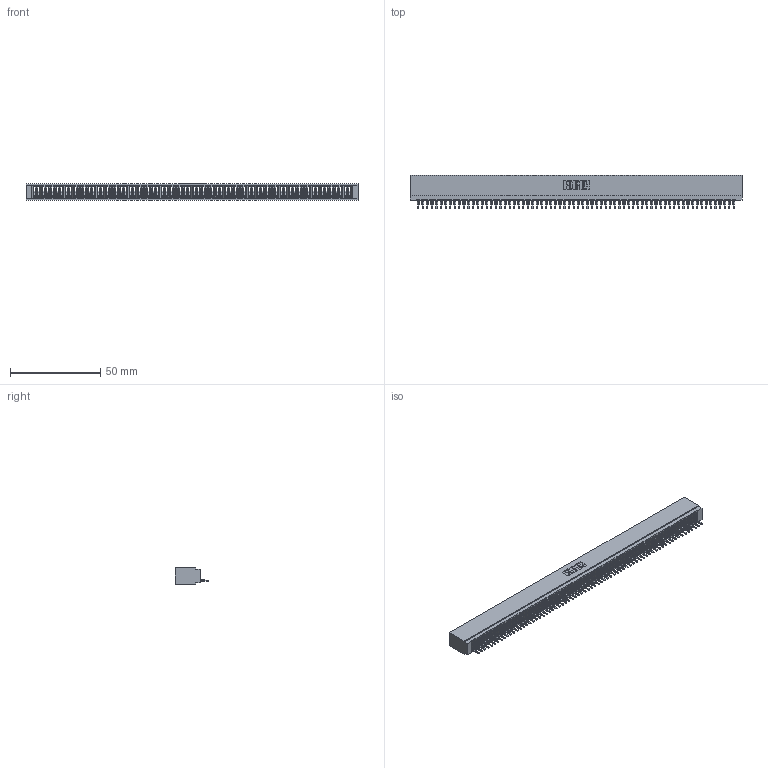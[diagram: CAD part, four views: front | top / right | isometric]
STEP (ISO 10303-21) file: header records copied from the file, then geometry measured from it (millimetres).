
FILE_DESCRIPTION (( 'STEP AP203' ), '1' );
FILE_NAME ('725-070-520-101.STEP', '2026-03-06T01:14:22', ( '' ), ( '' ), 'SwSTEP 2.0', 'SolidWorks 2023', '' );
FILE_SCHEMA (( 'CONFIG_CONTROL_DESIGN' ));
Length unit declared in the file: millimetre
Products named in the file (3): 725 Part_Insulator Option - 01; 745-292-001_520; 725-070-520-101
Assembly tree (71 placements, depth 2):
  725-070-520-101
    725 Part_Insulator Option - 01
    745-292-001_520  x70
Bounding box: 184.4 x 18.8 x 8.89 mm (x, y, z)
Volume: 13722.1 mm3; surface area: 26413.9 mm2
Topology: 71 solids, 71 shells, 7935 faces, 21814 edges, 13748 vertices
Faces by surface type: plane 4745, bspline 1400, cylinder 1370, torus 420
Entity records: 111748 total; most frequent: CARTESIAN_POINT 20193, ORIENTED_EDGE 19754, DIRECTION 17095, EDGE_CURVE 9877, LINE 9275, VECTOR 9275, VERTEX_POINT 6296, AXIS2_PLACEMENT_3D 3910
